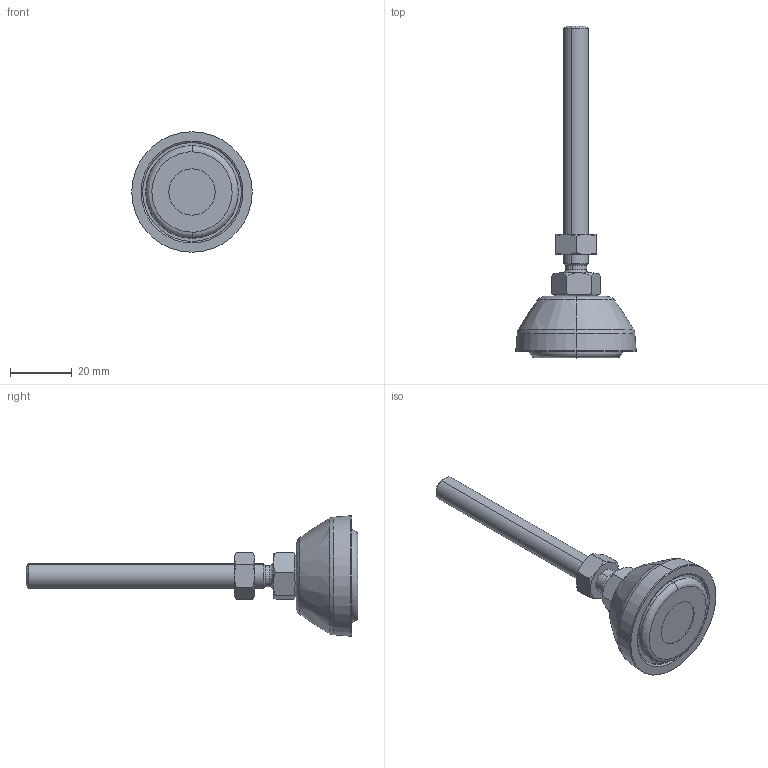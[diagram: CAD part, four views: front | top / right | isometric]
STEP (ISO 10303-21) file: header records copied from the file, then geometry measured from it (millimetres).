
FILE_DESCRIPTION (( 'STEP AP203' ), '1' );
FILE_NAME ('A60.00.40.02 Nylon swivel feet 40 - M8 x 80.STEP', '2018-09-28T13:10:45', ( '' ), ( '' ), 'SwSTEP 2.0', 'SolidWorks 2015', '' );
FILE_SCHEMA (( 'CONFIG_CONTROL_DESIGN' ));
Length unit declared in the file: inch
Products named in the file (2): A60.00.40.02 Nylon swivel feet 40 - M8 x 80
Bounding box: 39 x 107.5 x 39 mm (x, y, z)
Volume: 25913.1 mm3; surface area: 10249.1 mm2
Topology: 4 solids, 4 shells, 124 faces, 299 edges, 188 vertices
Faces by surface type: cylinder 36, cone 34, plane 30, bspline 24
Entity records: 5778 total; most frequent: CARTESIAN_POINT 3019, ORIENTED_EDGE 590, DIRECTION 497, EDGE_CURVE 295, AXIS2_PLACEMENT_3D 214, VERTEX_POINT 188, EDGE_LOOP 135, ADVANCED_FACE 124
